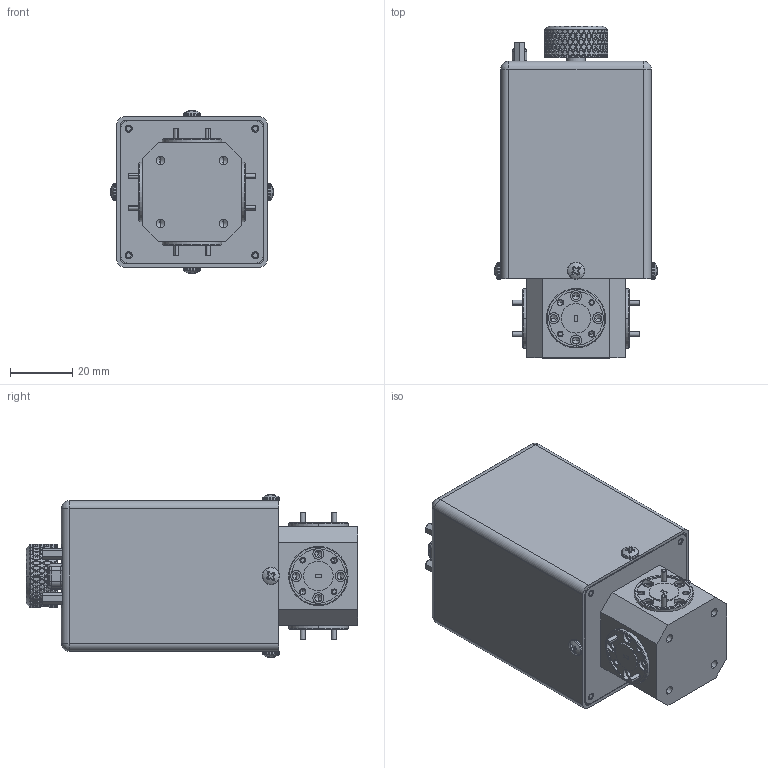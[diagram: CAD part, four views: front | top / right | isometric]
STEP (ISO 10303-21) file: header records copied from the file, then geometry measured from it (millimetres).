
FILE_DESCRIPTION (( 'STEP AP214' ), '1' );
FILE_NAME ('WJ-LMF-A, DF.STEP', '2025-10-27T17:28:04', ( '' ), ( '' ), 'SwSTEP 2.0', 'SolidWorks 2021', '' );
FILE_SCHEMA (( 'AUTOMOTIVE_DESIGN' ));
Length unit declared in the file: inch
Products named in the file (1): WJ-LMF-A, DF
Bounding box: 52.18 x 106.57 x 52.18 mm (x, y, z)
Volume: 190083.2 mm3; surface area: 25515.2 mm2
Topology: 11 solids, 15 shells, 2073 faces, 4821 edges, 2778 vertices
Faces by surface type: bspline 894, cylinder 618, plane 268, cone 251, torus 30, sphere 12
Entity records: 168395 total; most frequent: CARTESIAN_POINT 105018, ORIENTED_EDGE 9446, DIRECTION 5601, EDGE_CURVE 4723, VERTEX_POINT 2778, AXIS2_PLACEMENT_3D 2300, EDGE_LOOP 2181, FACE_OUTER_BOUND 2073
